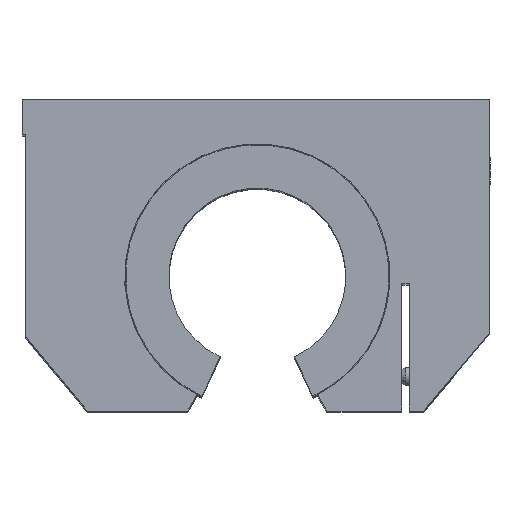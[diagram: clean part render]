
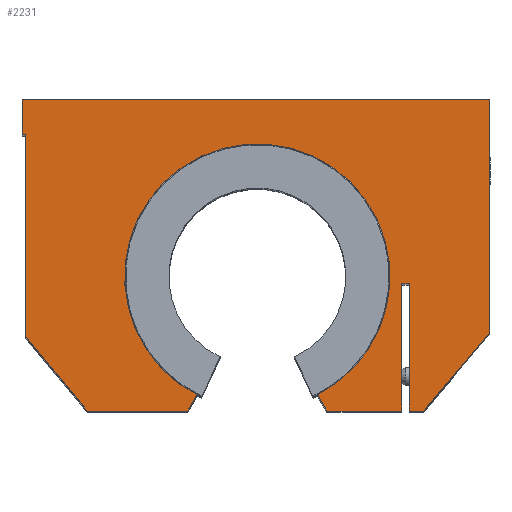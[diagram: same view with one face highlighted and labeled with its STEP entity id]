
A CAD part, top view. The second image highlights one B-rep face of the part: STEP entity #2231.
In plain terms, the highlighted planar face has unit normal (0, 0, 1).
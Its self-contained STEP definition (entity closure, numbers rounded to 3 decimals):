
#169=PLANE('',#2512);
#290=FACE_OUTER_BOUND('',#454,.T.);
#454=EDGE_LOOP('',(#1981,#1982,#1983,#1984,#1985,#1986,#1987,#1988,#1989,
#1990,#1991,#1992,#1993,#1994,#1995,#1996));
#539=LINE('',#3459,#736);
#544=LINE('',#3468,#741);
#601=LINE('',#3793,#798);
#603=LINE('',#3797,#800);
#610=LINE('',#3811,#807);
#624=LINE('',#3840,#821);
#626=LINE('',#3844,#823);
#628=LINE('',#3848,#825);
#630=LINE('',#3852,#827);
#632=LINE('',#3856,#829);
#634=LINE('',#3860,#831);
#636=LINE('',#3864,#833);
#639=LINE('',#3872,#836);
#642=LINE('',#3876,#839);
#643=LINE('',#3879,#840);
#736=VECTOR('',#2813,10.);
#741=VECTOR('',#2820,10.);
#798=VECTOR('',#3037,10.);
#800=VECTOR('',#3041,10.);
#807=VECTOR('',#3052,10.);
#821=VECTOR('',#3076,10.);
#823=VECTOR('',#3080,10.);
#825=VECTOR('',#3084,10.);
#827=VECTOR('',#3088,10.);
#829=VECTOR('',#3092,10.);
#831=VECTOR('',#3096,10.);
#833=VECTOR('',#3100,10.);
#836=VECTOR('',#3109,10.);
#839=VECTOR('',#3114,10.);
#840=VECTOR('',#3119,10.);
#940=CIRCLE('',#2507,37.5);
#1030=VERTEX_POINT('',#3455);
#1032=VERTEX_POINT('',#3458);
#1034=VERTEX_POINT('',#3464);
#1107=VERTEX_POINT('',#3791);
#1108=VERTEX_POINT('',#3795);
#1112=VERTEX_POINT('',#3808);
#1113=VERTEX_POINT('',#3810);
#1123=VERTEX_POINT('',#3839);
#1124=VERTEX_POINT('',#3843);
#1125=VERTEX_POINT('',#3847);
#1126=VERTEX_POINT('',#3851);
#1127=VERTEX_POINT('',#3855);
#1128=VERTEX_POINT('',#3859);
#1129=VERTEX_POINT('',#3863);
#1130=VERTEX_POINT('',#3867);
#1131=VERTEX_POINT('',#3871);
#1272=EDGE_CURVE('',#1030,#1032,#539,.T.);
#1277=EDGE_CURVE('',#1032,#1034,#544,.T.);
#1380=EDGE_CURVE('',#1107,#1030,#601,.T.);
#1382=EDGE_CURVE('',#1108,#1107,#603,.T.);
#1389=EDGE_CURVE('',#1112,#1113,#610,.T.);
#1404=EDGE_CURVE('',#1113,#1123,#624,.T.);
#1406=EDGE_CURVE('',#1123,#1124,#626,.T.);
#1408=EDGE_CURVE('',#1124,#1125,#628,.T.);
#1410=EDGE_CURVE('',#1125,#1126,#630,.T.);
#1412=EDGE_CURVE('',#1126,#1127,#632,.T.);
#1414=EDGE_CURVE('',#1127,#1128,#634,.T.);
#1416=EDGE_CURVE('',#1128,#1129,#636,.T.);
#1418=EDGE_CURVE('',#1129,#1130,#940,.T.);
#1420=EDGE_CURVE('',#1130,#1131,#639,.T.);
#1423=EDGE_CURVE('',#1131,#1108,#642,.T.);
#1424=EDGE_CURVE('',#1034,#1112,#643,.T.);
#1981=ORIENTED_EDGE('',*,*,#1389,.F.);
#1982=ORIENTED_EDGE('',*,*,#1424,.F.);
#1983=ORIENTED_EDGE('',*,*,#1277,.F.);
#1984=ORIENTED_EDGE('',*,*,#1272,.F.);
#1985=ORIENTED_EDGE('',*,*,#1380,.F.);
#1986=ORIENTED_EDGE('',*,*,#1382,.F.);
#1987=ORIENTED_EDGE('',*,*,#1423,.F.);
#1988=ORIENTED_EDGE('',*,*,#1420,.F.);
#1989=ORIENTED_EDGE('',*,*,#1418,.F.);
#1990=ORIENTED_EDGE('',*,*,#1416,.F.);
#1991=ORIENTED_EDGE('',*,*,#1414,.F.);
#1992=ORIENTED_EDGE('',*,*,#1412,.F.);
#1993=ORIENTED_EDGE('',*,*,#1410,.F.);
#1994=ORIENTED_EDGE('',*,*,#1408,.F.);
#1995=ORIENTED_EDGE('',*,*,#1406,.F.);
#1996=ORIENTED_EDGE('',*,*,#1404,.F.);
#2231=ADVANCED_FACE('',(#290),#169,.T.);
#2507=AXIS2_PLACEMENT_3D('',#3868,#3104,#3105);
#2512=AXIS2_PLACEMENT_3D('',#3880,#3120,#3121);
#2813=DIRECTION('',(-1.,0.,0.));
#2820=DIRECTION('',(0.,1.,0.));
#3037=DIRECTION('',(0.,1.,0.));
#3041=DIRECTION('',(-0.64,0.768,0.));
#3052=DIRECTION('',(0.,-1.,0.));
#3076=DIRECTION('',(-0.644,-0.765,0.));
#3080=DIRECTION('',(-1.,0.,0.));
#3084=DIRECTION('',(0.,1.,0.));
#3088=DIRECTION('',(-1.,0.,0.));
#3092=DIRECTION('',(0.,-1.,0.));
#3096=DIRECTION('',(-1.,0.,0.));
#3100=DIRECTION('',(-0.5,0.866,0.));
#3104=DIRECTION('center_axis',(0.,0.,1.));
#3105=DIRECTION('ref_axis',(0.453,-0.891,0.));
#3109=DIRECTION('',(-0.5,-0.866,0.));
#3114=DIRECTION('',(-1.,0.,0.));
#3119=DIRECTION('',(1.,0.,0.));
#3120=DIRECTION('center_axis',(0.,0.,1.));
#3121=DIRECTION('ref_axis',(1.,0.,0.));
#3455=CARTESIAN_POINT('',(-65.5,34.,112.));
#3458=CARTESIAN_POINT('',(-66.5,34.,112.));
#3459=CARTESIAN_POINT('',(-65.5,34.,112.));
#3464=CARTESIAN_POINT('',(-66.5,44.,112.));
#3468=CARTESIAN_POINT('',(-66.5,34.,112.));
#3791=CARTESIAN_POINT('',(-65.5,-23.,112.));
#3793=CARTESIAN_POINT('',(-65.5,-23.,112.));
#3795=CARTESIAN_POINT('',(-48.,-44.,112.));
#3797=CARTESIAN_POINT('',(-48.,-44.,112.));
#3808=CARTESIAN_POINT('',(65.5,44.,112.));
#3810=CARTESIAN_POINT('',(65.5,-22.,112.));
#3811=CARTESIAN_POINT('',(65.5,44.,112.));
#3839=CARTESIAN_POINT('',(47.,-44.,112.));
#3840=CARTESIAN_POINT('',(65.5,-22.,112.));
#3843=CARTESIAN_POINT('',(42.95,-44.,112.));
#3844=CARTESIAN_POINT('',(47.,-44.,112.));
#3847=CARTESIAN_POINT('',(42.95,-8.,112.));
#3848=CARTESIAN_POINT('',(42.95,-44.,112.));
#3851=CARTESIAN_POINT('',(40.8,-8.,112.));
#3852=CARTESIAN_POINT('',(42.95,-8.,112.));
#3855=CARTESIAN_POINT('',(40.8,-44.,112.));
#3856=CARTESIAN_POINT('',(40.8,-8.,112.));
#3859=CARTESIAN_POINT('',(19.641,-44.,112.));
#3860=CARTESIAN_POINT('',(40.8,-44.,112.));
#3863=CARTESIAN_POINT('',(17.,-39.425,112.));
#3864=CARTESIAN_POINT('',(19.641,-44.,112.));
#3867=CARTESIAN_POINT('',(-17.,-39.425,112.));
#3868=CARTESIAN_POINT('Origin',(0.,-6.,112.));
#3871=CARTESIAN_POINT('',(-19.641,-44.,112.));
#3872=CARTESIAN_POINT('',(-17.,-39.425,112.));
#3876=CARTESIAN_POINT('',(-19.641,-44.,112.));
#3879=CARTESIAN_POINT('',(-65.5,44.,112.));
#3880=CARTESIAN_POINT('Origin',(4.505,-0.056,112.));
